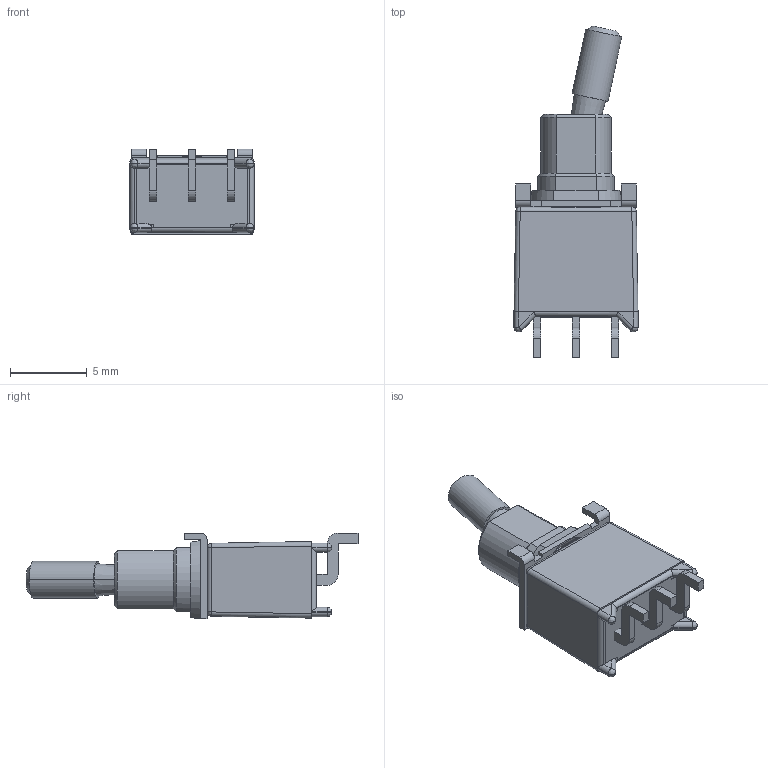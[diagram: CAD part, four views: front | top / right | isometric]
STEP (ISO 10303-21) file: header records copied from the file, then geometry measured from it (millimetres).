
FILE_DESCRIPTION((''),'2;1');
FILE_NAME('TL36WS84000','2017-02-23T',('mdamaggio'),(''),'CREO PARAMETRIC BY PTC INC, 2015380','CREO PARAMETRIC BY PTC INC, 2015380','');
FILE_SCHEMA(('CONFIG_CONTROL_DESIGN'));
Length unit declared in the file: millimetre
Products named in the file (1): TL36WS84000
Bounding box: 8.1 x 21.68 x 5.6 mm (x, y, z)
Surface area: 572.7 mm2 (no closed solid volume)
Topology: 0 solids, 13 shells, 169 faces, 534 edges, 376 vertices
Faces by surface type: plane 91, cylinder 50, bspline 16, cone 12
Entity records: 6420 total; most frequent: CARTESIAN_POINT 1876, ORIENTED_EDGE 906, DIRECTION 866, EDGE_CURVE 534, VERTEX_POINT 376, VECTOR 364, LINE 364, AXIS2_PLACEMENT_3D 251
